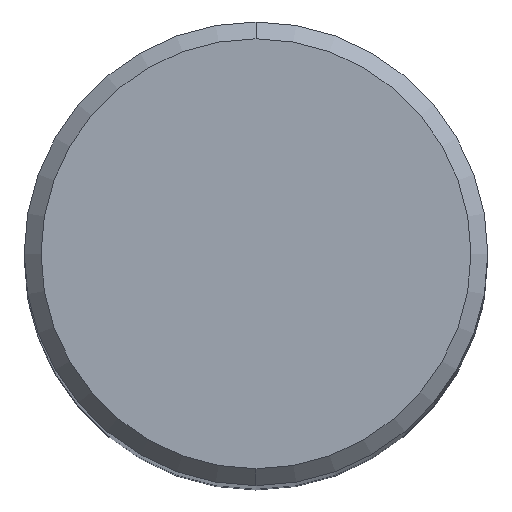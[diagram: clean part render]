
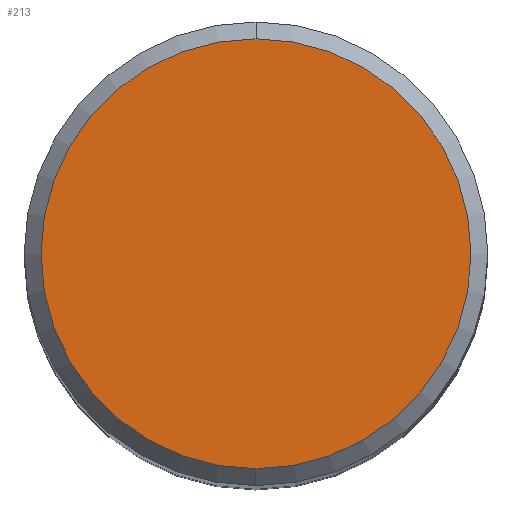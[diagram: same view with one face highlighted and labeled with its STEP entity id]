
A CAD part, top view. The second image highlights one B-rep face of the part: STEP entity #213.
In plain terms, the highlighted planar face has unit normal (0, 0, 1).
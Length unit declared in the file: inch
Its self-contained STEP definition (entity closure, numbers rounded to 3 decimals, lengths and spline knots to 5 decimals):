
#8 = EDGE_CURVE ( 'NONE', #49, #314, #342, .T. ) ;
#9 = DIRECTION ( 'NONE',  ( 0., 1., 0. ) ) ;
#28 = ORIENTED_EDGE ( 'NONE', *, *, #8, .T. ) ;
#33 = CARTESIAN_POINT ( 'NONE',  ( 0., -0.2556, 0. ) ) ;
#49 = VERTEX_POINT ( 'NONE', #33 ) ;
#75 = DIRECTION ( 'NONE',  ( 0., 0., -1. ) ) ;
#97 = EDGE_CURVE ( 'NONE', #314, #49, #330, .T. ) ;
#99 = CARTESIAN_POINT ( 'NONE',  ( 0., 0., 0. ) ) ;
#116 = ORIENTED_EDGE ( 'NONE', *, *, #97, .T. ) ;
#128 = DIRECTION ( 'NONE',  ( 0., -1., 0. ) ) ;
#158 = DIRECTION ( 'NONE',  ( 0., -1., 0. ) ) ;
#165 = CARTESIAN_POINT ( 'NONE',  ( 0., 0.2556, 0. ) ) ;
#166 = CARTESIAN_POINT ( 'NONE',  ( 0., 0.2556, 0. ) ) ;
#189 = DIRECTION ( 'NONE',  ( 0., 0., 1. ) ) ;
#204 = AXIS2_PLACEMENT_3D ( 'NONE', #99, #324, #158 ) ;
#213 = ADVANCED_FACE ( 'NONE', ( #332 ), #301, .F. ) ;
#240 = AXIS2_PLACEMENT_3D ( 'NONE', #165, #75, #9 ) ;
#247 = EDGE_LOOP ( 'NONE', ( #116, #28 ) ) ;
#301 = PLANE ( 'NONE',  #240 ) ;
#314 = VERTEX_POINT ( 'NONE', #166 ) ;
#322 = CARTESIAN_POINT ( 'NONE',  ( 0., 0., 0. ) ) ;
#324 = DIRECTION ( 'NONE',  ( 0., 0., 1. ) ) ;
#330 = CIRCLE ( 'NONE', #405, 0.2556 ) ;
#332 = FACE_OUTER_BOUND ( 'NONE', #247, .T. ) ;
#342 = CIRCLE ( 'NONE', #204, 0.2556 ) ;
#405 = AXIS2_PLACEMENT_3D ( 'NONE', #322, #189, #128 ) ;
